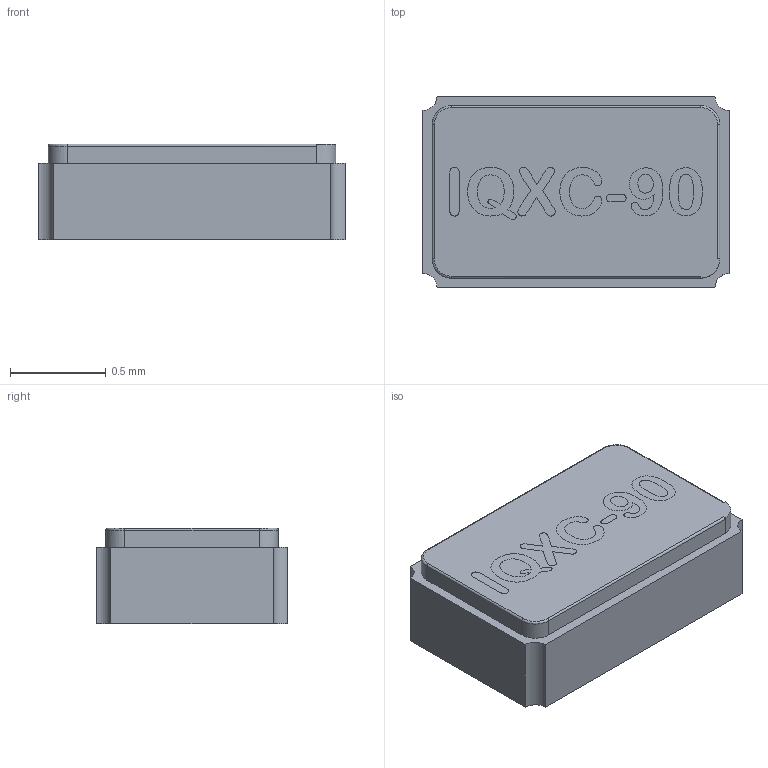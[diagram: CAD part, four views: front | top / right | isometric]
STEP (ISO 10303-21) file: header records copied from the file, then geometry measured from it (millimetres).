
FILE_DESCRIPTION(/* description */ (''),/* implementation_level */ '2;1');
FILE_NAME(/* name */ 'Crystal IQXC-90',/* time_stamp */ '2020-03-07T17:15:53+01:00',/* author */ (''),/* organization */ (''),/* preprocessor_version */ 'ST-DEVELOPER v16.5',/* originating_system */ '',/* authorisation */ '');
FILE_SCHEMA (('AUTOMOTIVE_DESIGN'));
Length unit declared in the file: millimetre
Products named in the file (1): Document
Bounding box: 1.6 x 1 x 0.5 mm (x, y, z)
Surface area: 7 mm2 (no closed solid volume)
Topology: 0 solids, 15 shells, 40 faces, 171 edges, 146 vertices
Faces by surface type: plane 25, bspline 15
Entity records: 2412 total; most frequent: CARTESIAN_POINT 1353, ORIENTED_EDGE 222, EDGE_CURVE 171, VERTEX_POINT 146, B_SPLINE_CURVE_WITH_KNOTS 113, EDGE_LOOP 52, ADVANCED_FACE 40, FACE_OUTER_BOUND 40
